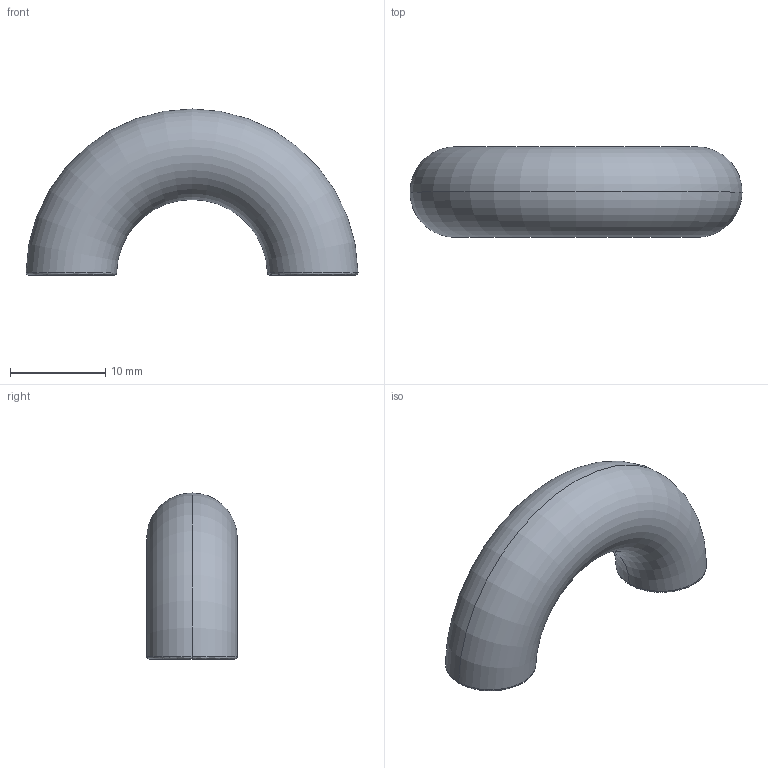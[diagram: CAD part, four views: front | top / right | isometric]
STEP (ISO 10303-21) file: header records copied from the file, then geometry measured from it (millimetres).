
FILE_DESCRIPTION(('produced by SPATIAL CORP'),'2;1');
FILE_NAME('elbow.prt.hh.sat.stp', '2002-04-19T13:37:33+00:00',('SPATIAL CORP'),('SPATIAL CORP'), 'ACIS STEP Husk','http://www.spatial.com','SPATIAL CORP');
FILE_SCHEMA(('CONFIG_CONTROL_DESIGN'));
Length unit declared in the file: millimetre
Products named in the file (1): PRODUCT_ID_1
Bounding box: 34.92 x 9.52 x 17.46 mm (x, y, z)
Volume: 1082.8 mm3; surface area: 2180.9 mm2
Topology: 1 solids, 1 shells, 10 faces, 20 edges, 12 vertices
Faces by surface type: bspline 4, torus 4, plane 2
Entity records: 3633 total; most frequent: CARTESIAN_POINT 3362, ORIENTED_EDGE 40, DIRECTION 28, EDGE_CURVE 20, AXIS2_PLACEMENT_3D 14, VERTEX_POINT 12, B_SPLINE_CURVE_WITH_KNOTS 12, EDGE_LOOP 12
